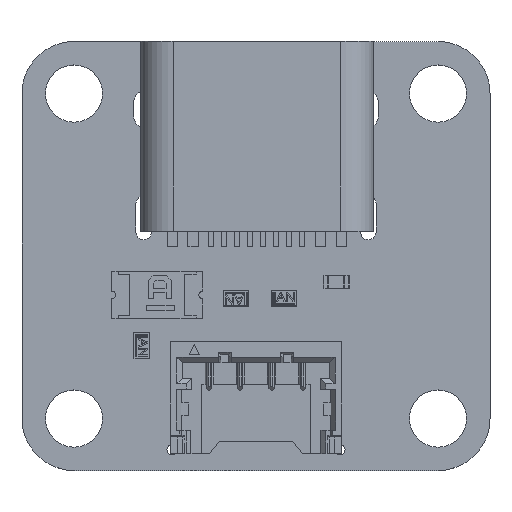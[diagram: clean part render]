
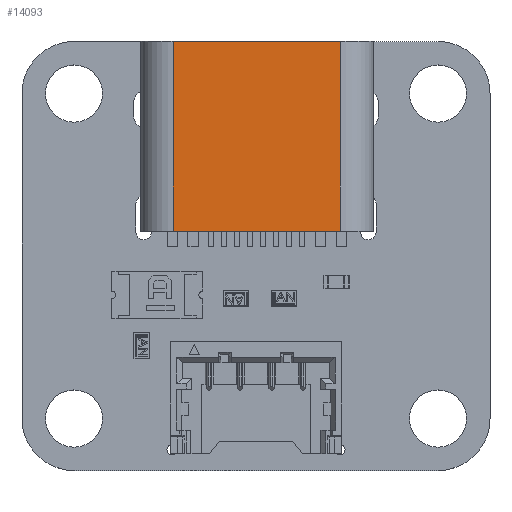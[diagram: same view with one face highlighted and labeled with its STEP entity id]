
A CAD part, top view. The second image highlights one B-rep face of the part: STEP entity #14093.
In plain terms, the highlighted face is planar.
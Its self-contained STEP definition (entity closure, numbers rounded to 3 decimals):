
#655=FACE_OUTER_BOUND('',#1400,.T.);
#1400=EDGE_LOOP('',(#10486,#10487,#10488,#10489));
#2343=LINE('',#20130,#4257);
#2522=LINE('',#20577,#4436);
#2524=LINE('',#20581,#4438);
#2525=LINE('',#20583,#4439);
#4257=VECTOR('',#16313,1.);
#4436=VECTOR('',#16756,1.);
#4438=VECTOR('',#16762,1.);
#4439=VECTOR('',#16765,1.);
#6052=VERTEX_POINT('',#20127);
#6053=VERTEX_POINT('',#20129);
#6188=VERTEX_POINT('',#20574);
#6189=VERTEX_POINT('',#20576);
#7535=EDGE_CURVE('',#6052,#6053,#2343,.T.);
#7759=EDGE_CURVE('',#6188,#6189,#2522,.T.);
#7762=EDGE_CURVE('',#6053,#6188,#2524,.T.);
#7763=EDGE_CURVE('',#6189,#6052,#2525,.T.);
#10486=ORIENTED_EDGE('',*,*,#7762,.F.);
#10487=ORIENTED_EDGE('',*,*,#7535,.F.);
#10488=ORIENTED_EDGE('',*,*,#7763,.F.);
#10489=ORIENTED_EDGE('',*,*,#7759,.F.);
#13392=PLANE('',#14970);
#14093=ADVANCED_FACE('',(#655),#13392,.T.);
#14970=AXIS2_PLACEMENT_3D('',#20589,#16775,#16776);
#16313=DIRECTION('',(1.,0.,0.));
#16756=DIRECTION('',(-1.,0.,0.));
#16762=DIRECTION('',(0.,0.,1.));
#16765=DIRECTION('',(0.,0.,-1.));
#16775=DIRECTION('center_axis',(0.,1.,0.));
#16776=DIRECTION('ref_axis',(1.,0.,0.));
#20127=CARTESIAN_POINT('',(1.255,3.21,-7.3));
#20129=CARTESIAN_POINT('',(7.685,3.21,-7.3));
#20130=CARTESIAN_POINT('',(8.94,3.21,-7.3));
#20574=CARTESIAN_POINT('',(7.685,3.21,0.));
#20576=CARTESIAN_POINT('',(1.255,3.21,0.));
#20577=CARTESIAN_POINT('',(8.94,3.21,0.));
#20581=CARTESIAN_POINT('',(7.685,3.21,0.));
#20583=CARTESIAN_POINT('',(1.255,3.21,0.));
#20589=CARTESIAN_POINT('Origin',(0.,3.21,0.));
